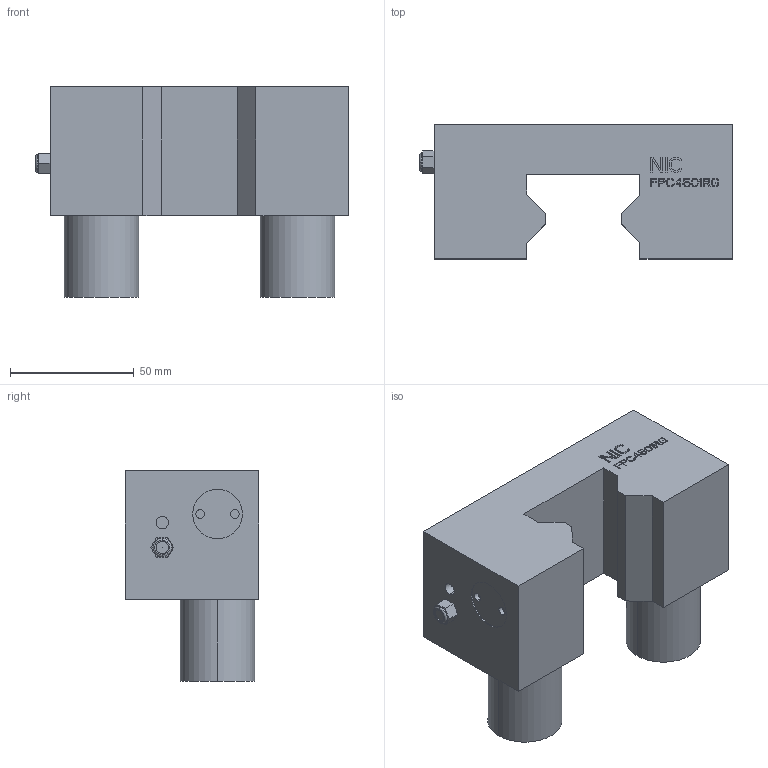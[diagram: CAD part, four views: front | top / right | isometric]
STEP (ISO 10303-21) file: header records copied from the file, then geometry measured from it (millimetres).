
FILE_DESCRIPTION((''),'2;1');
FILE_NAME('FPC4501RG','2025-05-18T22:05:45',('lx'),(''),'CREO PARAMETRIC BY PTC INC, 2018100','CREO PARAMETRIC BY PTC INC, 2018100','');
FILE_SCHEMA(('CONFIG_CONTROL_DESIGN'));
Length unit declared in the file: millimetre
Products named in the file (1): FPC4501RG
Bounding box: 126 x 54 x 85 mm (x, y, z)
Volume: 288076.2 mm3; surface area: 46562.2 mm2
Topology: 1 solids, 4 shells, 429 faces, 1149 edges, 761 vertices
Faces by surface type: plane 367, cylinder 42, cone 16, torus 2, sphere 2
Entity records: 13285 total; most frequent: CARTESIAN_POINT 2451, ORIENTED_EDGE 2294, DIRECTION 2095, EDGE_CURVE 1147, VECTOR 1009, LINE 1009, VERTEX_POINT 761, AXIS2_PLACEMENT_3D 543
